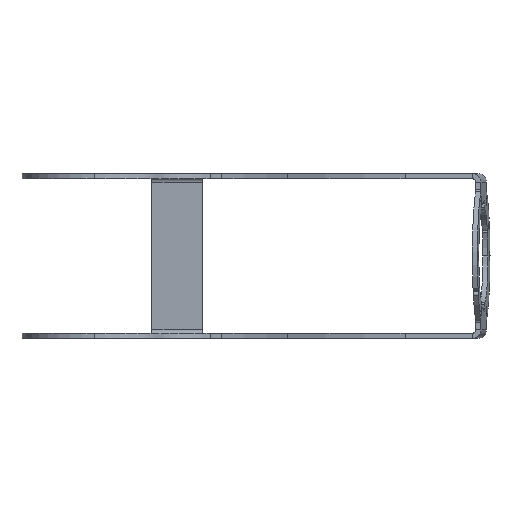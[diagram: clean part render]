
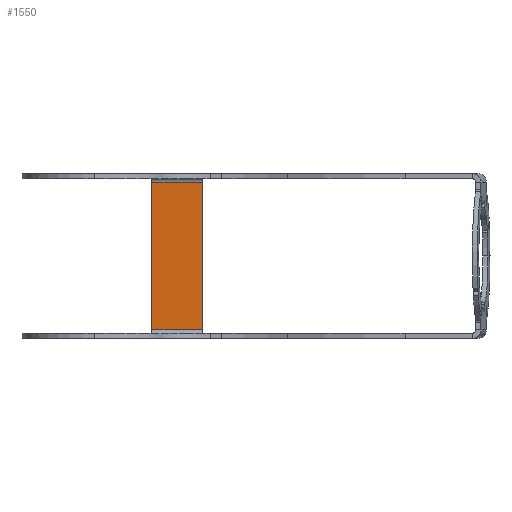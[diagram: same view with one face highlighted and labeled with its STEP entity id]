
A CAD part, left-side view. The second image highlights one B-rep face of the part: STEP entity #1550.
In plain terms, the highlighted planar face has unit normal (-0.996, 0.087, 0).
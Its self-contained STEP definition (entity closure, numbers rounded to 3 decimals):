
#154 = DIRECTION ( 'NONE',  ( 0., 0., 1. ) ) ;
#384 = CARTESIAN_POINT ( 'NONE',  ( 27.894, -42.593, -1.5 ) ) ;
#398 = VERTEX_POINT ( 'NONE', #2238 ) ;
#502 = DIRECTION ( 'NONE',  ( 0., 0., -1. ) ) ;
#563 = FACE_OUTER_BOUND ( 'NONE', #2881, .T. ) ;
#574 = ORIENTED_EDGE ( 'NONE', *, *, #4093, .F. ) ;
#675 = VERTEX_POINT ( 'NONE', #384 ) ;
#1100 = DIRECTION ( 'NONE',  ( -0.087, -0.996, 0. ) ) ;
#1245 = CARTESIAN_POINT ( 'NONE',  ( 27.894, -42.593, -59.5 ) ) ;
#1294 = VECTOR ( 'NONE', #2069, 1000. ) ;
#1550 = ADVANCED_FACE ( 'NONE', ( #563 ), #3589, .T. ) ;
#1785 = CARTESIAN_POINT ( 'NONE',  ( 27.894, -42.593, -61. ) ) ;
#1938 = AXIS2_PLACEMENT_3D ( 'NONE', #5402, #3180, #3981 ) ;
#2044 = CARTESIAN_POINT ( 'NONE',  ( 29.637, -22.669, 0. ) ) ;
#2069 = DIRECTION ( 'NONE',  ( 0.087, 0.996, 0. ) ) ;
#2238 = CARTESIAN_POINT ( 'NONE',  ( 29.637, -22.669, -1.5 ) ) ;
#2360 = LINE ( 'NONE', #2044, #2638 ) ;
#2638 = VECTOR ( 'NONE', #154, 1000. ) ;
#2755 = ORIENTED_EDGE ( 'NONE', *, *, #5258, .F. ) ;
#2881 = EDGE_LOOP ( 'NONE', ( #4830, #5186, #574, #2755 ) ) ;
#2903 = CARTESIAN_POINT ( 'NONE',  ( 29.637, -22.669, -1.5 ) ) ;
#3070 = EDGE_CURVE ( 'NONE', #3397, #398, #2360, .T. ) ;
#3180 = DIRECTION ( 'NONE',  ( -0.996, 0.087, 0. ) ) ;
#3397 = VERTEX_POINT ( 'NONE', #5212 ) ;
#3489 = LINE ( 'NONE', #1785, #4485 ) ;
#3577 = EDGE_CURVE ( 'NONE', #5463, #3397, #3888, .T. ) ;
#3589 = PLANE ( 'NONE',  #1938 ) ;
#3779 = LINE ( 'NONE', #2903, #4931 ) ;
#3888 = LINE ( 'NONE', #5615, #1294 ) ;
#3981 = DIRECTION ( 'NONE',  ( -0.087, -0.996, 0. ) ) ;
#4093 = EDGE_CURVE ( 'NONE', #675, #5463, #3489, .T. ) ;
#4485 = VECTOR ( 'NONE', #502, 1000. ) ;
#4830 = ORIENTED_EDGE ( 'NONE', *, *, #3070, .F. ) ;
#4931 = VECTOR ( 'NONE', #1100, 1000. ) ;
#5186 = ORIENTED_EDGE ( 'NONE', *, *, #3577, .F. ) ;
#5212 = CARTESIAN_POINT ( 'NONE',  ( 29.637, -22.669, -59.5 ) ) ;
#5258 = EDGE_CURVE ( 'NONE', #398, #675, #3779, .T. ) ;
#5402 = CARTESIAN_POINT ( 'NONE',  ( 31.38, -2.745, 0. ) ) ;
#5463 = VERTEX_POINT ( 'NONE', #1245 ) ;
#5615 = CARTESIAN_POINT ( 'NONE',  ( 27.894, -42.593, -59.5 ) ) ;
